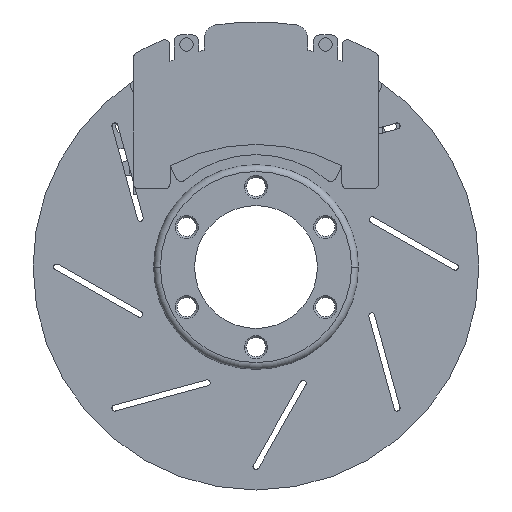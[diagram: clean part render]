
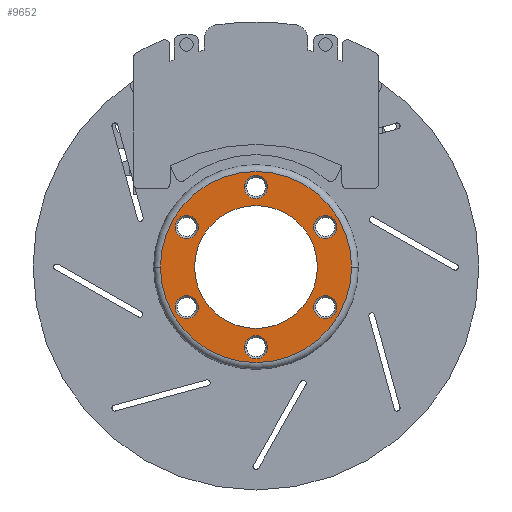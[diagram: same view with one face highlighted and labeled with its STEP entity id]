
A CAD part, left-side view. The second image highlights one B-rep face of the part: STEP entity #9652.
In plain terms, the highlighted planar face has unit normal (-1, 0, 0).
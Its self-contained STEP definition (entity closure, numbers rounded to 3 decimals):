
#8469=CARTESIAN_POINT('Axis2P3D Location',(-43.,0.,0.)) ;
#8473=CARTESIAN_POINT('Vertex',(-43.,45.,0.)) ;
#8475=CARTESIAN_POINT('Vertex',(-43.,-45.,0.)) ;
#8504=CARTESIAN_POINT('Axis2P3D Location',(-43.,0.,0.)) ;
#8902=CARTESIAN_POINT('Vertex',(-43.,70.,0.)) ;
#8918=CARTESIAN_POINT('Vertex',(-43.,-70.,0.)) ;
#8921=CARTESIAN_POINT('Axis2P3D Location',(-43.,0.,0.)) ;
#8943=CARTESIAN_POINT('Axis2P3D Location',(-43.,0.,0.)) ;
#9155=CARTESIAN_POINT('Vertex',(-43.,46.535,36.682)) ;
#9158=CARTESIAN_POINT('Axis2P3D Location',(-43.,50.785,29.321)) ;
#9162=CARTESIAN_POINT('Vertex',(-43.,55.035,21.96)) ;
#9182=CARTESIAN_POINT('Axis2P3D Location',(-43.,50.785,29.321)) ;
#9246=CARTESIAN_POINT('Vertex',(-43.,-8.5,58.642)) ;
#9249=CARTESIAN_POINT('Axis2P3D Location',(-43.,0.,58.642)) ;
#9253=CARTESIAN_POINT('Vertex',(-43.,8.5,58.642)) ;
#9273=CARTESIAN_POINT('Axis2P3D Location',(-43.,0.,58.642)) ;
#9337=CARTESIAN_POINT('Vertex',(-43.,-55.035,21.96)) ;
#9340=CARTESIAN_POINT('Axis2P3D Location',(-43.,-50.785,29.321)) ;
#9344=CARTESIAN_POINT('Vertex',(-43.,-46.535,36.682)) ;
#9364=CARTESIAN_POINT('Axis2P3D Location',(-43.,-50.785,29.321)) ;
#9428=CARTESIAN_POINT('Vertex',(-43.,55.035,-21.96)) ;
#9431=CARTESIAN_POINT('Axis2P3D Location',(-43.,50.785,-29.321)) ;
#9435=CARTESIAN_POINT('Vertex',(-43.,46.535,-36.682)) ;
#9455=CARTESIAN_POINT('Axis2P3D Location',(-43.,50.785,-29.321)) ;
#9519=CARTESIAN_POINT('Vertex',(-43.,8.5,-58.642)) ;
#9522=CARTESIAN_POINT('Axis2P3D Location',(-43.,0.,-58.642)) ;
#9526=CARTESIAN_POINT('Vertex',(-43.,-8.5,-58.642)) ;
#9546=CARTESIAN_POINT('Axis2P3D Location',(-43.,0.,-58.642)) ;
#9601=CARTESIAN_POINT('Axis2P3D Location',(-43.,0.,0.)) ;
#9610=CARTESIAN_POINT('Axis2P3D Location',(-43.,-50.785,-29.321)) ;
#9614=CARTESIAN_POINT('Vertex',(-43.,-55.035,-21.96)) ;
#9616=CARTESIAN_POINT('Vertex',(-43.,-46.535,-36.682)) ;
#9619=CARTESIAN_POINT('Axis2P3D Location',(-43.,-50.785,-29.321)) ;
#8470=DIRECTION('Axis2P3D Direction',(1.,-0.,0.)) ;
#8505=DIRECTION('Axis2P3D Direction',(1.,-0.,0.)) ;
#8922=DIRECTION('Axis2P3D Direction',(-1.,0.,0.)) ;
#8944=DIRECTION('Axis2P3D Direction',(-1.,-0.,0.)) ;
#9159=DIRECTION('Axis2P3D Direction',(-1.,-0.,0.)) ;
#9183=DIRECTION('Axis2P3D Direction',(-1.,0.,-0.)) ;
#9250=DIRECTION('Axis2P3D Direction',(-1.,0.,0.)) ;
#9274=DIRECTION('Axis2P3D Direction',(-1.,0.,0.)) ;
#9341=DIRECTION('Axis2P3D Direction',(-1.,0.,-0.)) ;
#9365=DIRECTION('Axis2P3D Direction',(-1.,0.,0.)) ;
#9432=DIRECTION('Axis2P3D Direction',(-1.,-0.,0.)) ;
#9456=DIRECTION('Axis2P3D Direction',(-1.,0.,0.)) ;
#9523=DIRECTION('Axis2P3D Direction',(-1.,0.,0.)) ;
#9547=DIRECTION('Axis2P3D Direction',(-1.,-0.,0.)) ;
#9602=DIRECTION('Axis2P3D Direction',(-1.,-0.,0.)) ;
#9603=DIRECTION('Axis2P3D XDirection',(0.,-1.,-0.)) ;
#9611=DIRECTION('Axis2P3D Direction',(-1.,-0.,0.)) ;
#9620=DIRECTION('Axis2P3D Direction',(-1.,-0.,0.)) ;
#8471=AXIS2_PLACEMENT_3D('Circle Axis2P3D',#8469,#8470,$) ;
#8506=AXIS2_PLACEMENT_3D('Circle Axis2P3D',#8504,#8505,$) ;
#8923=AXIS2_PLACEMENT_3D('Circle Axis2P3D',#8921,#8922,$) ;
#8945=AXIS2_PLACEMENT_3D('Circle Axis2P3D',#8943,#8944,$) ;
#9160=AXIS2_PLACEMENT_3D('Circle Axis2P3D',#9158,#9159,$) ;
#9184=AXIS2_PLACEMENT_3D('Circle Axis2P3D',#9182,#9183,$) ;
#9251=AXIS2_PLACEMENT_3D('Circle Axis2P3D',#9249,#9250,$) ;
#9275=AXIS2_PLACEMENT_3D('Circle Axis2P3D',#9273,#9274,$) ;
#9342=AXIS2_PLACEMENT_3D('Circle Axis2P3D',#9340,#9341,$) ;
#9366=AXIS2_PLACEMENT_3D('Circle Axis2P3D',#9364,#9365,$) ;
#9433=AXIS2_PLACEMENT_3D('Circle Axis2P3D',#9431,#9432,$) ;
#9457=AXIS2_PLACEMENT_3D('Circle Axis2P3D',#9455,#9456,$) ;
#9524=AXIS2_PLACEMENT_3D('Circle Axis2P3D',#9522,#9523,$) ;
#9548=AXIS2_PLACEMENT_3D('Circle Axis2P3D',#9546,#9547,$) ;
#9604=AXIS2_PLACEMENT_3D('Plane Axis2P3D',#9601,#9602,#9603) ;
#9612=AXIS2_PLACEMENT_3D('Circle Axis2P3D',#9610,#9611,$) ;
#9621=AXIS2_PLACEMENT_3D('Circle Axis2P3D',#9619,#9620,$) ;
#9607=ORIENTED_EDGE('',*,*,#8925,.T.) ;
#9608=ORIENTED_EDGE('',*,*,#8947,.T.) ;
#9625=ORIENTED_EDGE('',*,*,#9618,.F.) ;
#9626=ORIENTED_EDGE('',*,*,#9623,.F.) ;
#9629=ORIENTED_EDGE('',*,*,#9550,.F.) ;
#9630=ORIENTED_EDGE('',*,*,#9528,.F.) ;
#9633=ORIENTED_EDGE('',*,*,#9459,.F.) ;
#9634=ORIENTED_EDGE('',*,*,#9437,.F.) ;
#9637=ORIENTED_EDGE('',*,*,#9368,.F.) ;
#9638=ORIENTED_EDGE('',*,*,#9346,.F.) ;
#9641=ORIENTED_EDGE('',*,*,#9277,.F.) ;
#9642=ORIENTED_EDGE('',*,*,#9255,.F.) ;
#9645=ORIENTED_EDGE('',*,*,#9186,.F.) ;
#9646=ORIENTED_EDGE('',*,*,#9164,.F.) ;
#9649=ORIENTED_EDGE('',*,*,#8508,.F.) ;
#9650=ORIENTED_EDGE('',*,*,#8477,.F.) ;
#9627=FACE_BOUND('',#9624,.T.) ;
#9631=FACE_BOUND('',#9628,.T.) ;
#9635=FACE_BOUND('',#9632,.T.) ;
#9639=FACE_BOUND('',#9636,.T.) ;
#9643=FACE_BOUND('',#9640,.T.) ;
#9647=FACE_BOUND('',#9644,.T.) ;
#9651=FACE_BOUND('',#9648,.T.) ;
#9652=ADVANCED_FACE('PartBody',(#9609,#9627,#9631,#9635,#9639,#9643,#9647,#9651),#9605,.T.) ;
#8472=CIRCLE('generated circle',#8471,45.) ;
#8507=CIRCLE('generated circle',#8506,45.) ;
#8924=CIRCLE('generated circle',#8923,70.) ;
#8946=CIRCLE('generated circle',#8945,70.) ;
#9161=CIRCLE('generated circle',#9160,8.5) ;
#9185=CIRCLE('generated circle',#9184,8.5) ;
#9252=CIRCLE('generated circle',#9251,8.5) ;
#9276=CIRCLE('generated circle',#9275,8.5) ;
#9343=CIRCLE('generated circle',#9342,8.5) ;
#9367=CIRCLE('generated circle',#9366,8.5) ;
#9434=CIRCLE('generated circle',#9433,8.5) ;
#9458=CIRCLE('generated circle',#9457,8.5) ;
#9525=CIRCLE('generated circle',#9524,8.5) ;
#9549=CIRCLE('generated circle',#9548,8.5) ;
#9613=CIRCLE('generated circle',#9612,8.5) ;
#9622=CIRCLE('generated circle',#9621,8.5) ;
#8477=EDGE_CURVE('',#8474,#8476,#8472,.F.) ;
#8508=EDGE_CURVE('',#8476,#8474,#8507,.F.) ;
#8925=EDGE_CURVE('',#8903,#8919,#8924,.T.) ;
#8947=EDGE_CURVE('',#8919,#8903,#8946,.T.) ;
#9164=EDGE_CURVE('',#9156,#9163,#9161,.T.) ;
#9186=EDGE_CURVE('',#9163,#9156,#9185,.T.) ;
#9255=EDGE_CURVE('',#9247,#9254,#9252,.T.) ;
#9277=EDGE_CURVE('',#9254,#9247,#9276,.T.) ;
#9346=EDGE_CURVE('',#9338,#9345,#9343,.T.) ;
#9368=EDGE_CURVE('',#9345,#9338,#9367,.T.) ;
#9437=EDGE_CURVE('',#9429,#9436,#9434,.T.) ;
#9459=EDGE_CURVE('',#9436,#9429,#9458,.T.) ;
#9528=EDGE_CURVE('',#9520,#9527,#9525,.T.) ;
#9550=EDGE_CURVE('',#9527,#9520,#9549,.T.) ;
#9618=EDGE_CURVE('',#9615,#9617,#9613,.T.) ;
#9623=EDGE_CURVE('',#9617,#9615,#9622,.T.) ;
#9606=EDGE_LOOP('',(#9607,#9608)) ;
#9624=EDGE_LOOP('',(#9625,#9626)) ;
#9628=EDGE_LOOP('',(#9629,#9630)) ;
#9632=EDGE_LOOP('',(#9633,#9634)) ;
#9636=EDGE_LOOP('',(#9637,#9638)) ;
#9640=EDGE_LOOP('',(#9641,#9642)) ;
#9644=EDGE_LOOP('',(#9645,#9646)) ;
#9648=EDGE_LOOP('',(#9649,#9650)) ;
#9609=FACE_OUTER_BOUND('',#9606,.T.) ;
#9605=PLANE('',#9604) ;
#8474=VERTEX_POINT('',#8473) ;
#8476=VERTEX_POINT('',#8475) ;
#8903=VERTEX_POINT('',#8902) ;
#8919=VERTEX_POINT('',#8918) ;
#9156=VERTEX_POINT('',#9155) ;
#9163=VERTEX_POINT('',#9162) ;
#9247=VERTEX_POINT('',#9246) ;
#9254=VERTEX_POINT('',#9253) ;
#9338=VERTEX_POINT('',#9337) ;
#9345=VERTEX_POINT('',#9344) ;
#9429=VERTEX_POINT('',#9428) ;
#9436=VERTEX_POINT('',#9435) ;
#9520=VERTEX_POINT('',#9519) ;
#9527=VERTEX_POINT('',#9526) ;
#9615=VERTEX_POINT('',#9614) ;
#9617=VERTEX_POINT('',#9616) ;
